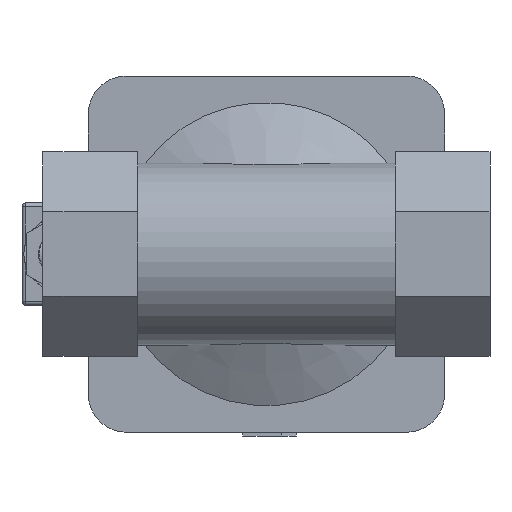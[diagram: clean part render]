
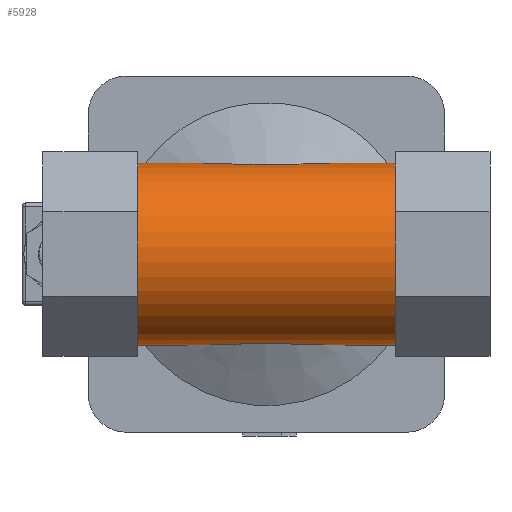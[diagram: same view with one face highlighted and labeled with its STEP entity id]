
A CAD part, front view. The second image highlights one B-rep face of the part: STEP entity #5928.
In plain terms, the highlighted cylindrical face has radius 24 mm (diameter 48 mm), a partial arc.
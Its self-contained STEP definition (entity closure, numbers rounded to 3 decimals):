
#139=B_SPLINE_CURVE_WITH_KNOTS('',3,(#9030,#9031,#9032,#9033,#9034,#9035,
#9036,#9037,#9038,#9039,#9040,#9041,#9042,#9043),.UNSPECIFIED.,.F.,.F.,
(4,2,2,2,2,2,4),(2.641,3.595,4.194,4.794,
5.393,5.992,6.947),.UNSPECIFIED.);
#140=B_SPLINE_CURVE_WITH_KNOTS('',3,(#9046,#9047,#9048,#9049,#9050,#9051,
#9052,#9053,#9054,#9055,#9056,#9057,#9058,#9059),.UNSPECIFIED.,.F.,.F.,
(4,2,2,2,2,2,4),(2.641,3.595,4.194,4.794,
5.393,5.992,6.947),.UNSPECIFIED.);
#517=FACE_OUTER_BOUND('',#869,.T.);
#869=EDGE_LOOP('',(#4204,#4205,#4206,#4207,#4208,#4209,#4210,#4211));
#1252=LINE('',#8896,#1760);
#1286=LINE('',#8971,#1794);
#1313=LINE('',#9029,#1821);
#1314=LINE('',#9045,#1822);
#1760=VECTOR('',#7044,10.);
#1794=VECTOR('',#7102,10.);
#1821=VECTOR('',#7149,10.);
#1822=VECTOR('',#7150,10.);
#2259=CIRCLE('',#6311,24.);
#2260=CIRCLE('',#6328,24.);
#2554=VERTEX_POINT('',#8893);
#2555=VERTEX_POINT('',#8895);
#2567=VERTEX_POINT('',#8927);
#2580=VERTEX_POINT('',#8968);
#2581=VERTEX_POINT('',#8970);
#2598=VERTEX_POINT('',#9024);
#2599=VERTEX_POINT('',#9028);
#2600=VERTEX_POINT('',#9044);
#3163=EDGE_CURVE('',#2554,#2555,#1252,.T.);
#3179=EDGE_CURVE('',#2554,#2567,#2259,.T.);
#3199=EDGE_CURVE('',#2580,#2581,#1286,.T.);
#3227=EDGE_CURVE('',#2580,#2598,#2260,.T.);
#3228=EDGE_CURVE('',#2599,#2567,#1313,.T.);
#3229=EDGE_CURVE('',#2599,#2581,#139,.T.);
#3230=EDGE_CURVE('',#2600,#2598,#1314,.T.);
#3231=EDGE_CURVE('',#2600,#2555,#140,.T.);
#4204=ORIENTED_EDGE('',*,*,#3179,.T.);
#4205=ORIENTED_EDGE('',*,*,#3228,.F.);
#4206=ORIENTED_EDGE('',*,*,#3229,.T.);
#4207=ORIENTED_EDGE('',*,*,#3199,.F.);
#4208=ORIENTED_EDGE('',*,*,#3227,.T.);
#4209=ORIENTED_EDGE('',*,*,#3230,.F.);
#4210=ORIENTED_EDGE('',*,*,#3231,.T.);
#4211=ORIENTED_EDGE('',*,*,#3163,.F.);
#5796=CYLINDRICAL_SURFACE('',#6329,24.);
#5928=ADVANCED_FACE('',(#517),#5796,.T.);
#6311=AXIS2_PLACEMENT_3D('',#8929,#7065,#7066);
#6328=AXIS2_PLACEMENT_3D('',#9026,#7145,#7146);
#6329=AXIS2_PLACEMENT_3D('',#9027,#7147,#7148);
#7044=DIRECTION('',(1.,0.,0.));
#7065=DIRECTION('center_axis',(1.,0.,0.));
#7066=DIRECTION('ref_axis',(0.,0.009,1.));
#7102=DIRECTION('',(-1.,0.,0.));
#7145=DIRECTION('center_axis',(-1.,0.,0.));
#7146=DIRECTION('ref_axis',(0.,0.009,1.));
#7147=DIRECTION('center_axis',(1.,0.,0.));
#7148=DIRECTION('ref_axis',(0.,-1.,0.));
#7149=DIRECTION('',(-1.,0.,0.));
#7150=DIRECTION('',(1.,0.,0.));
#8893=CARTESIAN_POINT('',(-34.,-25.782,23.999));
#8895=CARTESIAN_POINT('',(-21.821,-25.782,23.999));
#8896=CARTESIAN_POINT('',(0.,-25.782,23.999));
#8927=CARTESIAN_POINT('',(-34.,-25.782,-23.999));
#8929=CARTESIAN_POINT('Origin',(-34.,-26.,0.));
#8968=CARTESIAN_POINT('',(34.,-25.782,-23.999));
#8970=CARTESIAN_POINT('',(21.821,-25.782,-23.999));
#8971=CARTESIAN_POINT('',(0.,-25.782,-23.999));
#9024=CARTESIAN_POINT('',(34.,-25.782,23.999));
#9026=CARTESIAN_POINT('Origin',(34.,-26.,0.));
#9027=CARTESIAN_POINT('Origin',(0.,-26.,0.));
#9028=CARTESIAN_POINT('',(-21.821,-25.782,-23.999));
#9029=CARTESIAN_POINT('',(0.,-25.782,-23.999));
#9030=CARTESIAN_POINT('Ctrl Pts',(-21.821,-25.782,-23.999));
#9031=CARTESIAN_POINT('Ctrl Pts',(-18.581,-26.868,-24.009));
#9032=CARTESIAN_POINT('Ctrl Pts',(-15.336,-27.856,-23.941));
#9033=CARTESIAN_POINT('Ctrl Pts',(-10.072,-29.108,-23.803));
#9034=CARTESIAN_POINT('Ctrl Pts',(-8.046,-29.502,-23.745));
#9035=CARTESIAN_POINT('Ctrl Pts',(-4.009,-30.041,-23.659));
#9036=CARTESIAN_POINT('Ctrl Pts',(-1.997,-30.184,-23.633));
#9037=CARTESIAN_POINT('Ctrl Pts',(1.997,-30.184,-23.633));
#9038=CARTESIAN_POINT('Ctrl Pts',(4.009,-30.041,-23.659));
#9039=CARTESIAN_POINT('Ctrl Pts',(8.046,-29.502,-23.745));
#9040=CARTESIAN_POINT('Ctrl Pts',(10.072,-29.108,-23.803));
#9041=CARTESIAN_POINT('Ctrl Pts',(15.336,-27.856,-23.941));
#9042=CARTESIAN_POINT('Ctrl Pts',(18.581,-26.868,-24.009));
#9043=CARTESIAN_POINT('Ctrl Pts',(21.821,-25.782,-23.999));
#9044=CARTESIAN_POINT('',(21.821,-25.782,23.999));
#9045=CARTESIAN_POINT('',(0.,-25.782,23.999));
#9046=CARTESIAN_POINT('Ctrl Pts',(21.821,-25.782,23.999));
#9047=CARTESIAN_POINT('Ctrl Pts',(18.581,-26.868,24.009));
#9048=CARTESIAN_POINT('Ctrl Pts',(15.336,-27.856,23.941));
#9049=CARTESIAN_POINT('Ctrl Pts',(10.072,-29.108,23.803));
#9050=CARTESIAN_POINT('Ctrl Pts',(8.046,-29.502,23.745));
#9051=CARTESIAN_POINT('Ctrl Pts',(4.009,-30.041,23.659));
#9052=CARTESIAN_POINT('Ctrl Pts',(1.997,-30.184,23.633));
#9053=CARTESIAN_POINT('Ctrl Pts',(-1.997,-30.184,23.633));
#9054=CARTESIAN_POINT('Ctrl Pts',(-4.009,-30.041,23.659));
#9055=CARTESIAN_POINT('Ctrl Pts',(-8.046,-29.502,23.745));
#9056=CARTESIAN_POINT('Ctrl Pts',(-10.072,-29.108,23.803));
#9057=CARTESIAN_POINT('Ctrl Pts',(-15.336,-27.856,23.941));
#9058=CARTESIAN_POINT('Ctrl Pts',(-18.581,-26.868,24.009));
#9059=CARTESIAN_POINT('Ctrl Pts',(-21.821,-25.782,23.999));
